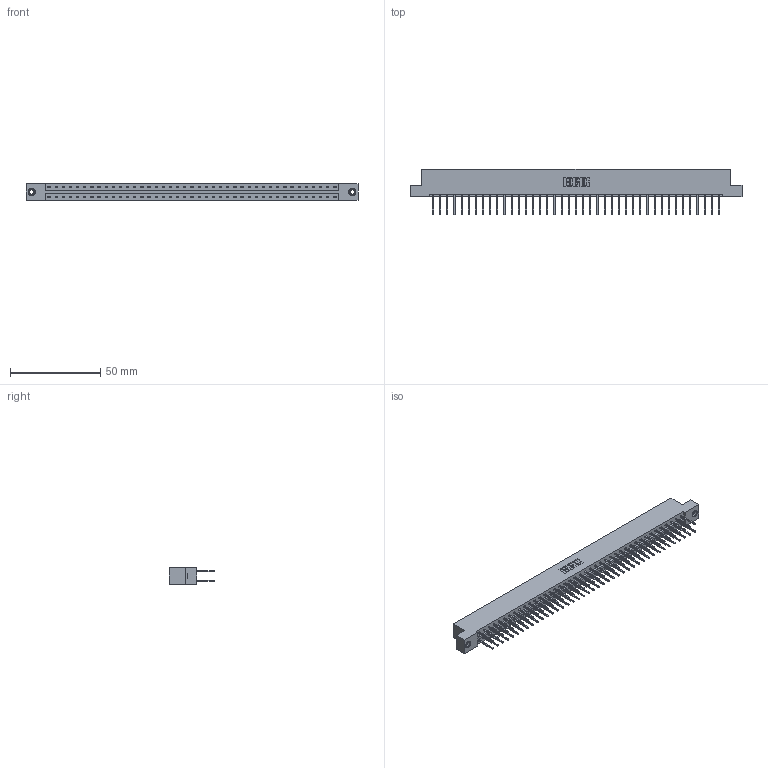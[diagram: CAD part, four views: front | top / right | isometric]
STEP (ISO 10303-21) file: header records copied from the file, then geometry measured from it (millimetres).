
FILE_DESCRIPTION (( 'STEP AP203' ), '1' );
FILE_NAME ('333-082-523-207.STEP', '2018-08-05T02:46:58', ( '' ), ( '' ), 'SwSTEP 2.0', 'SolidWorks 2016', '' );
FILE_SCHEMA (( 'CONFIG_CONTROL_DESIGN' ));
Length unit declared in the file: inch
Products named in the file (4): 333 Part_Flush - .156 Dia - TI; 345-292-001_345-293-123; 345-250-001_345-250-005-103; 333-082-523-207
Assembly tree (85 placements, depth 2):
  333-082-523-207
    333 Part_Flush - .156 Dia - TI
    345-292-001_345-293-123  x82
    345-250-001_345-250-005-103  x2
Bounding box: 184 x 25.15 x 9.4 mm (x, y, z)
Volume: 18930.3 mm3; surface area: 23199.2 mm2
Topology: 85 solids, 85 shells, 4438 faces, 13157 edges, 8654 vertices
Faces by surface type: plane 3054, cylinder 1368, cone 12, torus 4
Entity records: 27710 total; most frequent: CARTESIAN_POINT 4577, ORIENTED_EDGE 4506, DIRECTION 3943, EDGE_CURVE 2253, VECTOR 2105, LINE 2105, VERTEX_POINT 1496, AXIS2_PLACEMENT_3D 919
